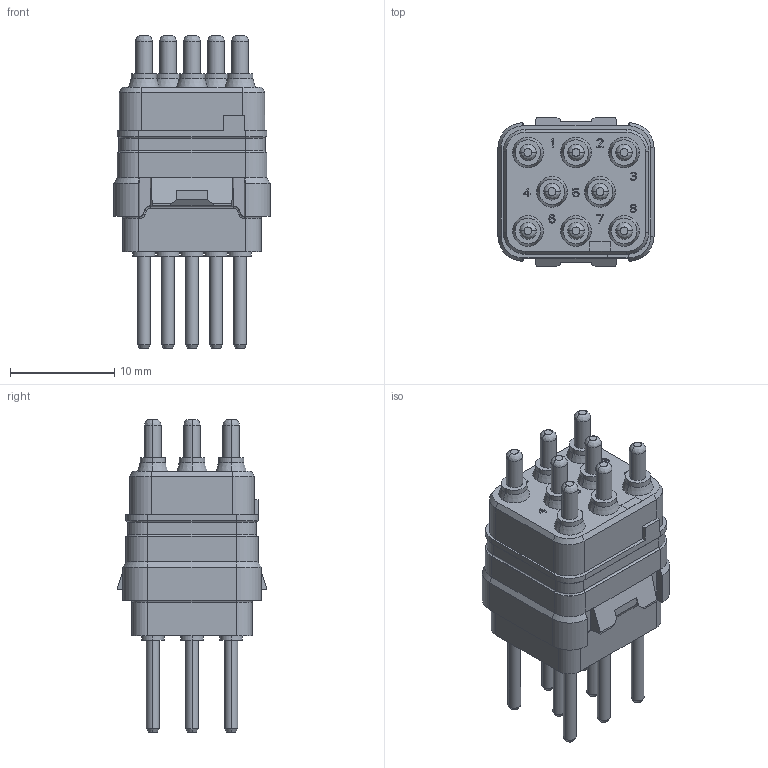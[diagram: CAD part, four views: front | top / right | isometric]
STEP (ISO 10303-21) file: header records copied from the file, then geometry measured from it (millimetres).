
FILE_DESCRIPTION((''),'2;1');
FILE_NAME('SIMM0816PNG','2019-12-11T',('presta_be4'),(''),'CREO PARAMETRIC BY PTC INC, 2018360','CREO PARAMETRIC BY PTC INC, 2018360','');
FILE_SCHEMA(('CONFIG_CONTROL_DESIGN'));
Length unit declared in the file: millimetre
Products named in the file (1): SIMM0816PNG
Bounding box: 15 x 14.3 x 30.11 mm (x, y, z)
Volume: 2887.8 mm3; surface area: 1709.1 mm2
Topology: 1 solids, 1 shells, 938 faces, 2475 edges, 1596 vertices
Faces by surface type: plane 714, cylinder 132, cone 56, torus 20, bspline 16
Entity records: 28742 total; most frequent: CARTESIAN_POINT 5301, ORIENTED_EDGE 4950, DIRECTION 4660, EDGE_CURVE 2475, VECTOR 2118, LINE 2118, VERTEX_POINT 1596, AXIS2_PLACEMENT_3D 1271
